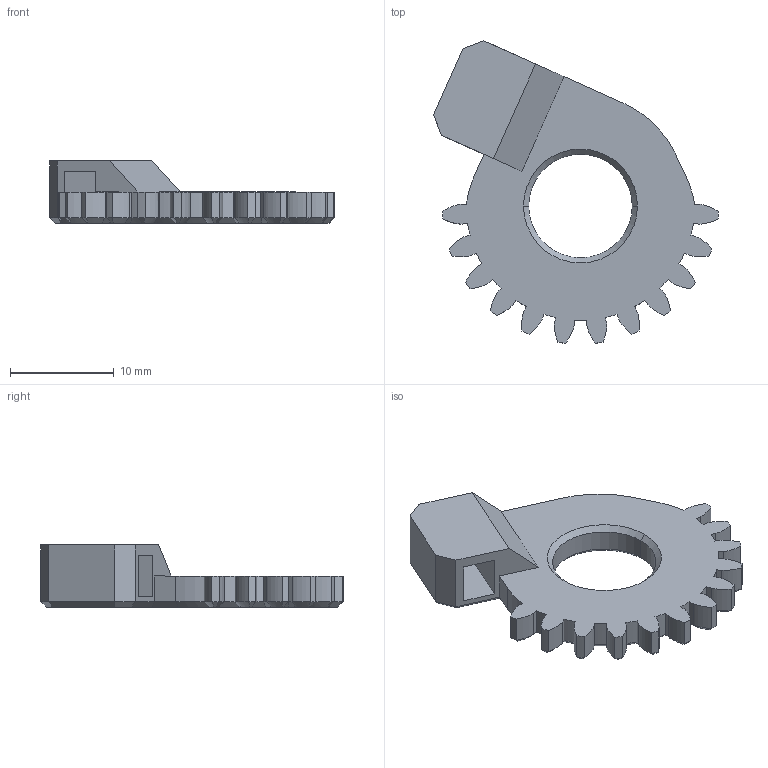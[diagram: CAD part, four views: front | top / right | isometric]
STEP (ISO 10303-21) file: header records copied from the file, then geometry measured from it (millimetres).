
FILE_DESCRIPTION (( 'STEP AP203' ), '1' );
FILE_NAME ('eyelid-gear.step', '2015-02-17T12:48:22', ( 'Cesar' ), ( '' ), 'SwSTEP 2.0', 'SolidWorks 2013', '' );
FILE_SCHEMA (( 'CONFIG_CONTROL_DESIGN' ));
Length unit declared in the file: millimetre
Products named in the file (1): eyelid-gear
Bounding box: 27.51 x 29.21 x 6 mm (x, y, z)
Volume: 1347 mm3; surface area: 1465.7 mm2
Topology: 1 solids, 1 shells, 176 faces, 437 edges, 263 vertices
Faces by surface type: plane 70, bspline 48, cone 30, cylinder 28
Entity records: 11344 total; most frequent: CARTESIAN_POINT 7481, ORIENTED_EDGE 874, DIRECTION 637, EDGE_CURVE 437, VERTEX_POINT 263, AXIS2_PLACEMENT_3D 215, LINE 207, VECTOR 207
